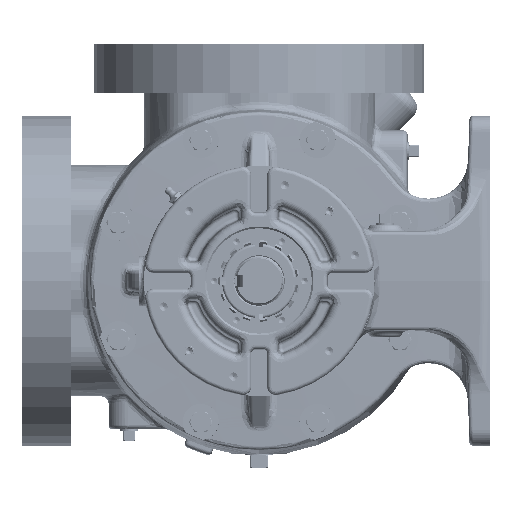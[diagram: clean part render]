
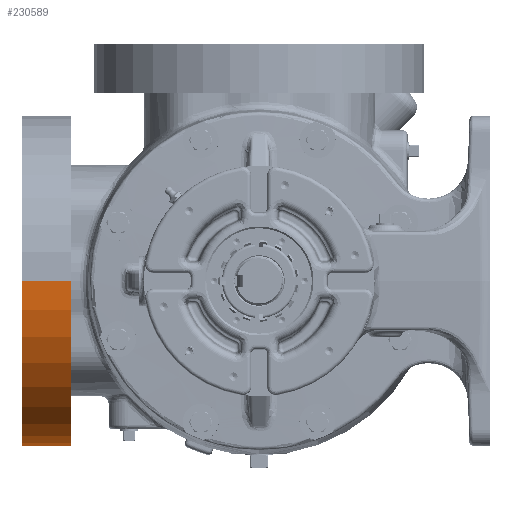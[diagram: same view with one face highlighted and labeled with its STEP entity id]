
A CAD part, left-side view. The second image highlights one B-rep face of the part: STEP entity #230589.
In plain terms, the highlighted cylindrical face has radius 127 mm (diameter 254 mm), a partial arc.
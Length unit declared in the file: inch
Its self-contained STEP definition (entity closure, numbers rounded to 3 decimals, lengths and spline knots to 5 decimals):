
#6350 = CYLINDRICAL_SURFACE ( 'NONE', #300318, 5. ) ;
#17089 = VECTOR ( 'NONE', #61035, 39.37008 ) ;
#21186 = VERTEX_POINT ( 'NONE', #62570 ) ;
#23552 = ORIENTED_EDGE ( 'NONE', *, *, #163574, .T. ) ;
#24457 = DIRECTION ( 'NONE',  ( -1., 0., 0. ) ) ;
#27897 = EDGE_CURVE ( 'NONE', #306719, #68876, #182135, .T. ) ;
#33782 = EDGE_CURVE ( 'NONE', #288447, #306719, #172151, .T. ) ;
#43554 = DIRECTION ( 'NONE',  ( 0., -1., 0. ) ) ;
#61035 = DIRECTION ( 'NONE',  ( 0., -1., 0. ) ) ;
#62570 = CARTESIAN_POINT ( 'NONE',  ( 9.513, 7.1875, 0. ) ) ;
#68876 = VERTEX_POINT ( 'NONE', #144669 ) ;
#88976 = CARTESIAN_POINT ( 'NONE',  ( -0.487, 4.89607, 0. ) ) ;
#89368 = CIRCLE ( 'NONE', #174262, 5. ) ;
#105667 = CARTESIAN_POINT ( 'NONE',  ( 4.513, 5.6875, 0. ) ) ;
#112606 = VECTOR ( 'NONE', #246551, 39.37008 ) ;
#144243 = CARTESIAN_POINT ( 'NONE',  ( 9.513, 4.89607, 0. ) ) ;
#144669 = CARTESIAN_POINT ( 'NONE',  ( 9.513, 5.6875, 0. ) ) ;
#146309 = CARTESIAN_POINT ( 'NONE',  ( 4.513, 7.1875, 0. ) ) ;
#163574 = EDGE_CURVE ( 'NONE', #21186, #68876, #306946, .T. ) ;
#172151 = LINE ( 'NONE', #88976, #112606 ) ;
#174262 = AXIS2_PLACEMENT_3D ( 'NONE', #146309, #43554, #314172 ) ;
#174838 = ORIENTED_EDGE ( 'NONE', *, *, #27897, .F. ) ;
#175426 = ORIENTED_EDGE ( 'NONE', *, *, #33782, .F. ) ;
#182135 = CIRCLE ( 'NONE', #209657, 5. ) ;
#200625 = DIRECTION ( 'NONE',  ( -1., 0., 0. ) ) ;
#202363 = CARTESIAN_POINT ( 'NONE',  ( 4.513, 4.89607, 0. ) ) ;
#209657 = AXIS2_PLACEMENT_3D ( 'NONE', #105667, #211846, #24457 ) ;
#211846 = DIRECTION ( 'NONE',  ( 0., -1., 0. ) ) ;
#216326 = EDGE_CURVE ( 'NONE', #288447, #21186, #89368, .T. ) ;
#230589 = ADVANCED_FACE ( 'NONE', ( #246814 ), #6350, .T. ) ;
#246551 = DIRECTION ( 'NONE',  ( 0., -1., 0. ) ) ;
#246814 = FACE_OUTER_BOUND ( 'NONE', #284294, .T. ) ;
#259431 = ORIENTED_EDGE ( 'NONE', *, *, #216326, .T. ) ;
#266615 = CARTESIAN_POINT ( 'NONE',  ( -0.487, 5.6875, 0. ) ) ;
#284294 = EDGE_LOOP ( 'NONE', ( #259431, #23552, #174838, #175426 ) ) ;
#288447 = VERTEX_POINT ( 'NONE', #333759 ) ;
#288898 = DIRECTION ( 'NONE',  ( 0., -1., 0. ) ) ;
#300318 = AXIS2_PLACEMENT_3D ( 'NONE', #202363, #288898, #200625 ) ;
#306719 = VERTEX_POINT ( 'NONE', #266615 ) ;
#306946 = LINE ( 'NONE', #144243, #17089 ) ;
#314172 = DIRECTION ( 'NONE',  ( -1., 0., 0. ) ) ;
#333759 = CARTESIAN_POINT ( 'NONE',  ( -0.487, 7.1875, 0. ) ) ;
